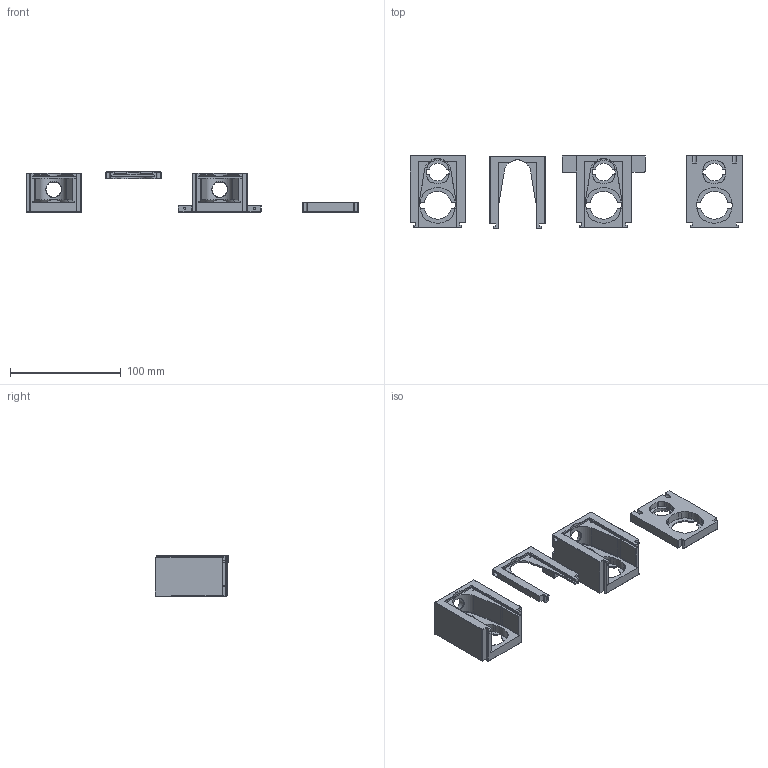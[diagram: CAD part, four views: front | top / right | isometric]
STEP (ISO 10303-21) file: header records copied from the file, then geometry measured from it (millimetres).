
FILE_DESCRIPTION(/* description */ (''),/* implementation_level */ '2;1');
FILE_NAME(/* name */ 'Dewey_front_body_with_shutter_2mmWindow.step',/* time_stamp */ '2026-01-26T23:59:03-07:00',/* author */ (''),/* organization */ (''),/* preprocessor_version */ 'ST-DEVELOPER v20.1',/* originating_system */ 'Autodesk Translation Framework v14.21.0.0',/* authorisation */ '');
FILE_SCHEMA (('AUTOMOTIVE_DESIGN { 1 0 10303 214 3 1 1 }'));
Length unit declared in the file: millimetre
Products named in the file (1): front_body_with_shutter
Bounding box: 300 x 66.02 x 36.16 mm (x, y, z)
Volume: 130040.3 mm3; surface area: 52039.4 mm2
Topology: 4 solids, 4 shells, 739 faces, 1871 edges, 1138 vertices
Faces by surface type: plane 326, cylinder 252, cone 157, bspline 4
Full cylindrical faces by diameter (mm): 1.8 x2, 4.7 x12
Entity records: 23705 total; most frequent: CARTESIAN_POINT 5569, DIRECTION 3972, ORIENTED_EDGE 3710, EDGE_CURVE 1855, AXIS2_PLACEMENT_3D 1413, LINE 1146, VECTOR 1146, VERTEX_POINT 1138
